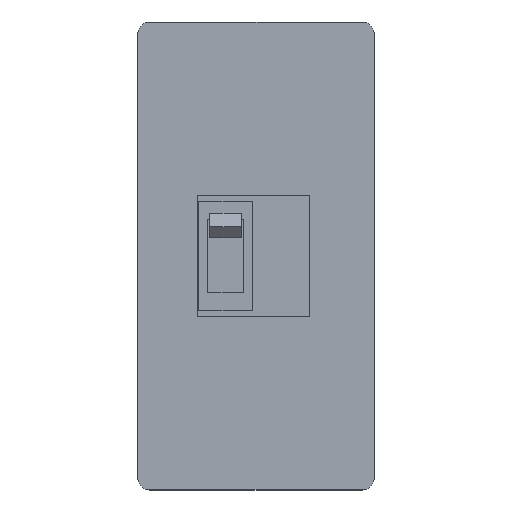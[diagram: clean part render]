
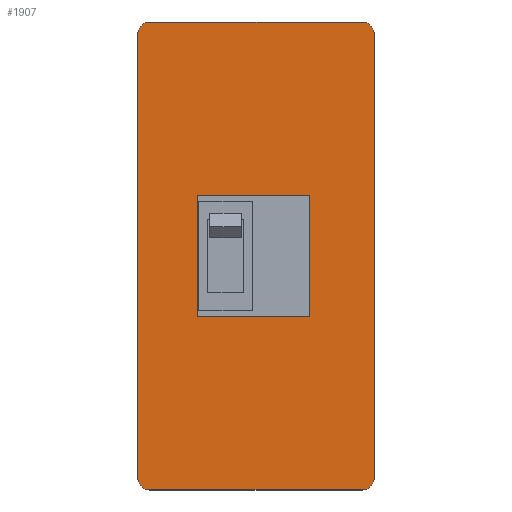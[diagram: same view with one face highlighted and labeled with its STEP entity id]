
A CAD part, top view. The second image highlights one B-rep face of the part: STEP entity #1907.
In plain terms, the highlighted planar face has unit normal (0, 0, 1).
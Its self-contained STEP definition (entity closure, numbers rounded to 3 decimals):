
#169 = CARTESIAN_POINT ( 'NONE',  ( 22., 25., 15. ) ) ;
#283 = CARTESIAN_POINT ( 'NONE',  ( -24., -25., 15. ) ) ;
#363 = VECTOR ( 'NONE', #7448, 1000. ) ;
#397 = CARTESIAN_POINT ( 'NONE',  ( -48.5, -91., 15. ) ) ;
#466 = DIRECTION ( 'NONE',  ( 1., 0., 0. ) ) ;
#468 = DIRECTION ( 'NONE',  ( 0., -1., 0. ) ) ;
#516 = VECTOR ( 'NONE', #6642, 1000. ) ;
#564 = EDGE_CURVE ( 'NONE', #6728, #7112, #5990, .T. ) ;
#658 = LINE ( 'NONE', #2830, #6066 ) ;
#714 = DIRECTION ( 'NONE',  ( 1., 0., 0. ) ) ;
#727 = VECTOR ( 'NONE', #5901, 1000. ) ;
#846 = CARTESIAN_POINT ( 'NONE',  ( 48.5, 96., 15. ) ) ;
#899 = CARTESIAN_POINT ( 'NONE',  ( 22., 25., 15. ) ) ;
#918 = EDGE_CURVE ( 'NONE', #3397, #7862, #8117, .T. ) ;
#1129 = CARTESIAN_POINT ( 'NONE',  ( -24., -25., 15. ) ) ;
#1156 = CARTESIAN_POINT ( 'NONE',  ( 0., 0., 15. ) ) ;
#1175 = CARTESIAN_POINT ( 'NONE',  ( -43.5, 96., 15. ) ) ;
#1180 = CARTESIAN_POINT ( 'NONE',  ( 43.5, -91., 15. ) ) ;
#1226 = VECTOR ( 'NONE', #3372, 1000. ) ;
#1562 = CARTESIAN_POINT ( 'NONE',  ( -43.5, 91., 15. ) ) ;
#1601 = DIRECTION ( 'NONE',  ( 0., 1., 0. ) ) ;
#1740 = AXIS2_PLACEMENT_3D ( 'NONE', #1180, #6119, #1887 ) ;
#1836 = CARTESIAN_POINT ( 'NONE',  ( -43.5, -96., 15. ) ) ;
#1870 = FACE_BOUND ( 'NONE', #8861, .T. ) ;
#1887 = DIRECTION ( 'NONE',  ( 1., 0., 0. ) ) ;
#1907 = ADVANCED_FACE ( 'NONE', ( #1870, #5434 ), #8080, .T. ) ;
#2015 = LINE ( 'NONE', #846, #3914 ) ;
#2104 = CARTESIAN_POINT ( 'NONE',  ( -48.5, 91., 15. ) ) ;
#2135 = VERTEX_POINT ( 'NONE', #5565 ) ;
#2144 = VERTEX_POINT ( 'NONE', #397 ) ;
#2175 = CIRCLE ( 'NONE', #7208, 5. ) ;
#2182 = CARTESIAN_POINT ( 'NONE',  ( -48.5, -96., 15. ) ) ;
#2193 = CARTESIAN_POINT ( 'NONE',  ( 43.5, -96., 15. ) ) ;
#2194 = VECTOR ( 'NONE', #3715, 1000. ) ;
#2257 = DIRECTION ( 'NONE',  ( 1., 0., 0. ) ) ;
#2275 = CIRCLE ( 'NONE', #1740, 5. ) ;
#2324 = DIRECTION ( 'NONE',  ( 0., 0., 1. ) ) ;
#2439 = ORIENTED_EDGE ( 'NONE', *, *, #918, .T. ) ;
#2571 = DIRECTION ( 'NONE',  ( 1., 0., 0. ) ) ;
#2604 = LINE ( 'NONE', #8038, #727 ) ;
#2830 = CARTESIAN_POINT ( 'NONE',  ( 22.75, 25., 15. ) ) ;
#2849 = VERTEX_POINT ( 'NONE', #5285 ) ;
#2932 = CIRCLE ( 'NONE', #3536, 5. ) ;
#3005 = AXIS2_PLACEMENT_3D ( 'NONE', #1156, #2324, #2571 ) ;
#3163 = VERTEX_POINT ( 'NONE', #1129 ) ;
#3372 = DIRECTION ( 'NONE',  ( 1., 0., 0. ) ) ;
#3397 = VERTEX_POINT ( 'NONE', #1836 ) ;
#3536 = AXIS2_PLACEMENT_3D ( 'NONE', #9215, #4963, #714 ) ;
#3617 = EDGE_CURVE ( 'NONE', #2144, #3397, #2932, .T. ) ;
#3627 = ORIENTED_EDGE ( 'NONE', *, *, #4300, .T. ) ;
#3715 = DIRECTION ( 'NONE',  ( 0., 1., 0. ) ) ;
#3914 = VECTOR ( 'NONE', #1601, 1000. ) ;
#3986 = CARTESIAN_POINT ( 'NONE',  ( -24., 25., 15. ) ) ;
#4180 = VERTEX_POINT ( 'NONE', #2104 ) ;
#4278 = LINE ( 'NONE', #283, #516 ) ;
#4300 = EDGE_CURVE ( 'NONE', #2849, #8410, #2015, .T. ) ;
#4553 = ORIENTED_EDGE ( 'NONE', *, *, #7429, .F. ) ;
#4682 = AXIS2_PLACEMENT_3D ( 'NONE', #8961, #4703, #466 ) ;
#4703 = DIRECTION ( 'NONE',  ( 0., 0., 1. ) ) ;
#4752 = ORIENTED_EDGE ( 'NONE', *, *, #5646, .F. ) ;
#4851 = CARTESIAN_POINT ( 'NONE',  ( 48.5, 91., 15. ) ) ;
#4933 = ORIENTED_EDGE ( 'NONE', *, *, #7601, .F. ) ;
#4963 = DIRECTION ( 'NONE',  ( 0., 0., 1. ) ) ;
#5074 = ORIENTED_EDGE ( 'NONE', *, *, #7903, .T. ) ;
#5154 = EDGE_CURVE ( 'NONE', #8410, #6728, #8074, .T. ) ;
#5281 = ORIENTED_EDGE ( 'NONE', *, *, #5154, .T. ) ;
#5285 = CARTESIAN_POINT ( 'NONE',  ( 48.5, -91., 15. ) ) ;
#5434 = FACE_OUTER_BOUND ( 'NONE', #7642, .T. ) ;
#5565 = CARTESIAN_POINT ( 'NONE',  ( 22., -25., 15. ) ) ;
#5570 = CARTESIAN_POINT ( 'NONE',  ( 43.5, 96., 15. ) ) ;
#5586 = EDGE_CURVE ( 'NONE', #4180, #2144, #2604, .T. ) ;
#5637 = CARTESIAN_POINT ( 'NONE',  ( -24., 25., 15. ) ) ;
#5646 = EDGE_CURVE ( 'NONE', #3163, #2135, #4278, .T. ) ;
#5901 = DIRECTION ( 'NONE',  ( 0., -1., 0. ) ) ;
#5962 = ORIENTED_EDGE ( 'NONE', *, *, #8956, .T. ) ;
#5990 = LINE ( 'NONE', #6178, #363 ) ;
#6066 = VECTOR ( 'NONE', #7780, 1000. ) ;
#6119 = DIRECTION ( 'NONE',  ( 0., 0., 1. ) ) ;
#6178 = CARTESIAN_POINT ( 'NONE',  ( -48.5, 96., 15. ) ) ;
#6494 = DIRECTION ( 'NONE',  ( 0., 0., 1. ) ) ;
#6642 = DIRECTION ( 'NONE',  ( 1., 0., 0. ) ) ;
#6728 = VERTEX_POINT ( 'NONE', #5570 ) ;
#6840 = LINE ( 'NONE', #169, #2194 ) ;
#6940 = VERTEX_POINT ( 'NONE', #899 ) ;
#7035 = ORIENTED_EDGE ( 'NONE', *, *, #7777, .F. ) ;
#7055 = LINE ( 'NONE', #3986, #8534 ) ;
#7112 = VERTEX_POINT ( 'NONE', #1175 ) ;
#7208 = AXIS2_PLACEMENT_3D ( 'NONE', #1562, #6494, #2257 ) ;
#7429 = EDGE_CURVE ( 'NONE', #2135, #6940, #6840, .T. ) ;
#7448 = DIRECTION ( 'NONE',  ( -1., 0., 0. ) ) ;
#7601 = EDGE_CURVE ( 'NONE', #9180, #3163, #7055, .T. ) ;
#7642 = EDGE_LOOP ( 'NONE', ( #3627, #5281, #8615, #5074, #8071, #9086, #2439, #5962 ) ) ;
#7777 = EDGE_CURVE ( 'NONE', #6940, #9180, #658, .T. ) ;
#7780 = DIRECTION ( 'NONE',  ( -1., 0., 0. ) ) ;
#7862 = VERTEX_POINT ( 'NONE', #2193 ) ;
#7903 = EDGE_CURVE ( 'NONE', #7112, #4180, #2175, .T. ) ;
#8038 = CARTESIAN_POINT ( 'NONE',  ( -48.5, 96., 15. ) ) ;
#8071 = ORIENTED_EDGE ( 'NONE', *, *, #5586, .T. ) ;
#8074 = CIRCLE ( 'NONE', #4682, 5. ) ;
#8080 = PLANE ( 'NONE',  #3005 ) ;
#8117 = LINE ( 'NONE', #2182, #1226 ) ;
#8410 = VERTEX_POINT ( 'NONE', #4851 ) ;
#8534 = VECTOR ( 'NONE', #468, 1000. ) ;
#8615 = ORIENTED_EDGE ( 'NONE', *, *, #564, .T. ) ;
#8861 = EDGE_LOOP ( 'NONE', ( #4553, #4752, #4933, #7035 ) ) ;
#8956 = EDGE_CURVE ( 'NONE', #7862, #2849, #2275, .T. ) ;
#8961 = CARTESIAN_POINT ( 'NONE',  ( 43.5, 91., 15. ) ) ;
#9086 = ORIENTED_EDGE ( 'NONE', *, *, #3617, .T. ) ;
#9180 = VERTEX_POINT ( 'NONE', #5637 ) ;
#9215 = CARTESIAN_POINT ( 'NONE',  ( -43.5, -91., 15. ) ) ;
